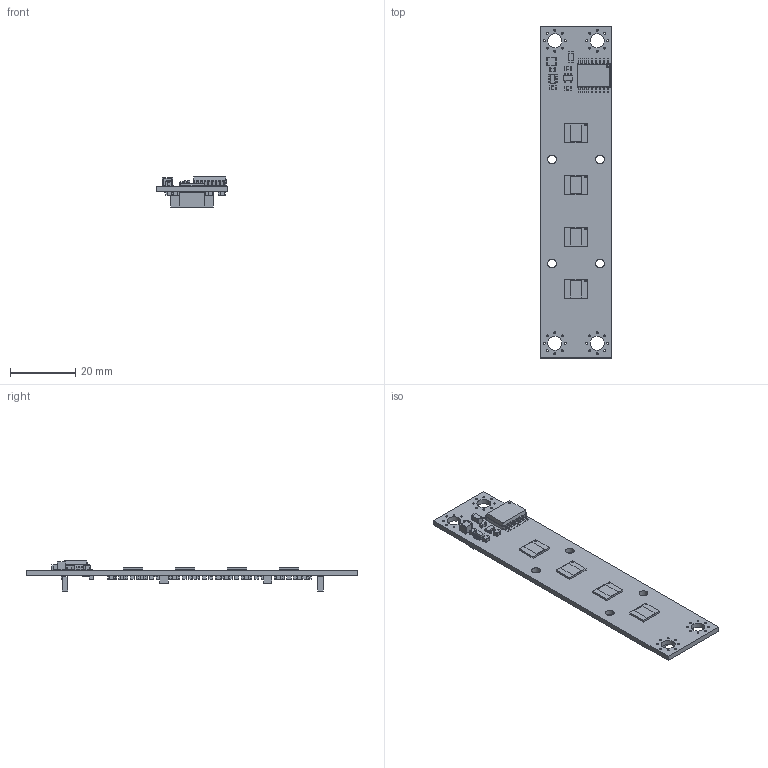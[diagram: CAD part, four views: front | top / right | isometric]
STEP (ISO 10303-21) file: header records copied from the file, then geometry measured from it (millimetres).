
FILE_DESCRIPTION(('FreeCAD Model'),'2;1');
FILE_NAME('Open CASCADE Shape Model','2024-02-24T18:35:42',(''),(''), 'Open CASCADE STEP processor 7.6','FreeCAD','Unknown');
FILE_SCHEMA(('AUTOMOTIVE_DESIGN { 1 0 10303 214 1 1 1 1 }'));
Length unit declared in the file: millimetre
Products named in the file (91): piaxe 1; C_0805_2012Metric; SOLID; bm1366; SOLID001; SOT-23-6; SOLID002; TSOT-23-5; SOLID003; SOIC-16W_7.5x10.3mm_P1.27mm; SOLID004; C_0805_2012Metric001; C_0805_2012Metric002; bm1367; L_1210_3225Metric; SOLID008; bm1368; bm1369; L_1206_3216Metric; SOLID011; C_0805_2012Metric003; C_0805_2012Metric004; C_0805_2012Metric005; C_0805_2012Metric006; C_0805_2012Metric007; C_0805_2012Metric008; C_0805_2012Metric009; R_0805_2012Metric; SOLID019; R_0805_2012Metric001; C_0805_2012Metric010; C_0805_2012Metric011; C_0805_2012Metric012; R_0805_2012Metric002; C_0805_2012Metric013; C_0805_2012Metric014; C_0805_2012Metric015; C_0805_2012Metric016; C_0805_2012Metric017; C_0805_2012Metric018 ...
Assembly tree (157 placements, depth 3):
  piaxe 1
    C_0805_2012Metric
      SOLID
    bm1366
      SOLID001
    SOT-23-6
      SOLID002
    TSOT-23-5
      SOLID003
    SOIC-16W_7.5x10.3mm_P1.27mm
      SOLID004
    C_0805_2012Metric001
      SOLID
    C_0805_2012Metric002
      SOLID
    bm1367
      SOLID001
    L_1210_3225Metric
      SOLID008
    bm1368
      SOLID001
    bm1369
      SOLID001
    L_1206_3216Metric
      SOLID011
    C_0805_2012Metric003
      SOLID
    C_0805_2012Metric004
      SOLID
    C_0805_2012Metric005
      SOLID
    C_0805_2012Metric006
      SOLID
    C_0805_2012Metric007
      SOLID
    C_0805_2012Metric008
      SOLID
    C_0805_2012Metric009
      SOLID
    R_0805_2012Metric
      SOLID019
    R_0805_2012Metric001
      SOLID019
    C_0805_2012Metric010
      SOLID
    C_0805_2012Metric011
      SOLID
    C_0805_2012Metric012
      SOLID
    R_0805_2012Metric002
      SOLID019
    C_0805_2012Metric013
      SOLID
    C_0805_2012Metric014
      SOLID
    C_0805_2012Metric015
      SOLID
    C_0805_2012Metric016
      SOLID
    C_0805_2012Metric017
Bounding box: 22 x 102 x 9.26 mm (x, y, z)
Volume: 4106.7 mm3; surface area: 7089.1 mm2
Topology: 79 solids, 79 shells, 3107 faces, 7966 edges, 5200 vertices
Faces by surface type: plane 2003, cylinder 1005, bspline 99
Full cylindrical faces by diameter (mm): 0.5 x4, 0.6 x33, 2.7 x4, 4.3 x4
Entity records: 50127 total; most frequent: CARTESIAN_POINT 7228, ORIENTED_EDGE 6594, DIRECTION 6399, EDGE_CURVE 3297, LINE 2693, VECTOR 2693, VERTEX_POINT 2094, AXIS2_PLACEMENT_3D 1853
